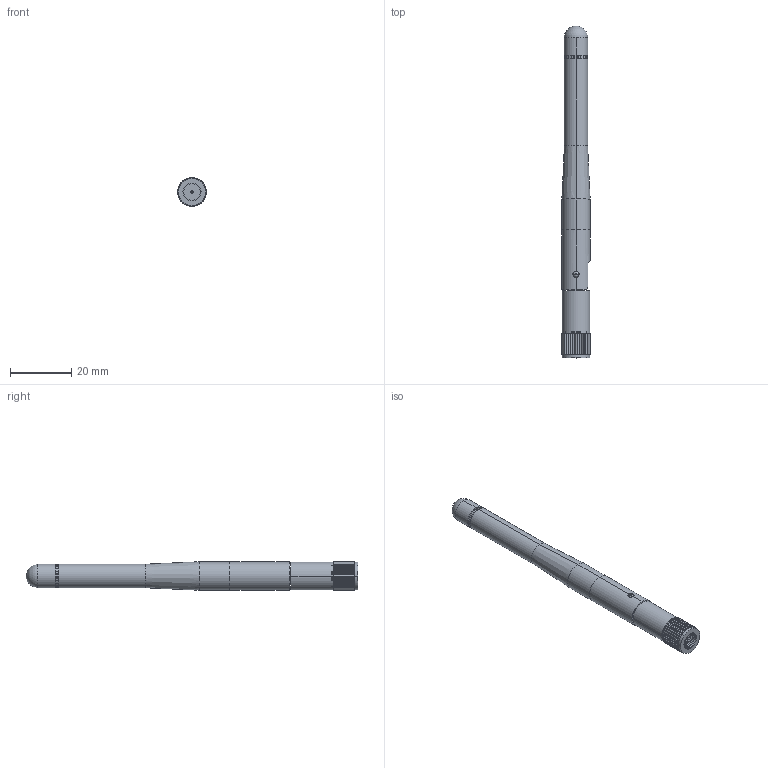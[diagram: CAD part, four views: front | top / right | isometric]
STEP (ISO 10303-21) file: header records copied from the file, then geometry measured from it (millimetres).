
FILE_DESCRIPTION (( 'STEP AP214' ), '1' );
FILE_NAME ('GW.15.2113_Web.STEP', '2020-02-21T01:56:38', ( '' ), ( '' ), 'SwSTEP 2.0', 'SolidWorks 2017', '' );
FILE_SCHEMA (( 'AUTOMOTIVE_DESIGN' ));
Length unit declared in the file: millimetre
Products named in the file (10): GW_15_HINGE; GW_15_BASE; GW_15_TOP; GW_15_BOTTOM; GW.15.2113_Web
Assembly tree (5 placements, depth 2):
  GW_15_HINGE
  GW_15_BASE
  GW_15_HINGE
  GW_15_TOP
  GW.15.2113_Web
    GW_15_TOP
    GW_15_BOTTOM
    GW_15_BASE
    GW_15_HINGE  x2
Bounding box: 9.4 x 108.51 x 9.4 mm (x, y, z)
Volume: 5944.4 mm3; surface area: 3853.3 mm2
Topology: 5 solids, 5 shells, 233 faces, 526 edges, 336 vertices
Faces by surface type: cylinder 105, plane 100, bspline 16, torus 7, cone 4, sphere 1
Entity records: 9453 total; most frequent: CARTESIAN_POINT 1427, DIRECTION 1234, ORIENTED_EDGE 1012, AXIS2_PLACEMENT_3D 528, EDGE_CURVE 506, VERTEX_POINT 328, CIRCLE 306, EDGE_LOOP 276
